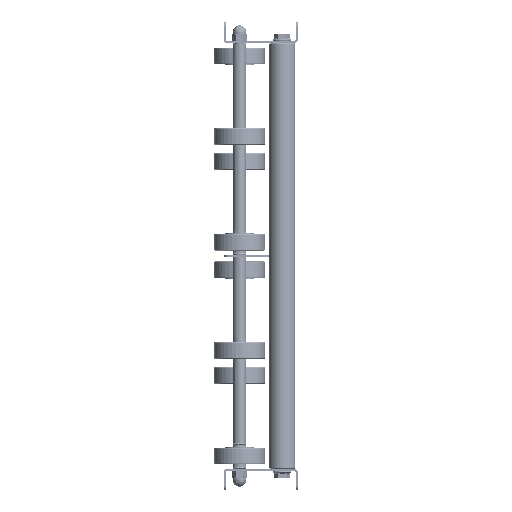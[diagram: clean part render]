
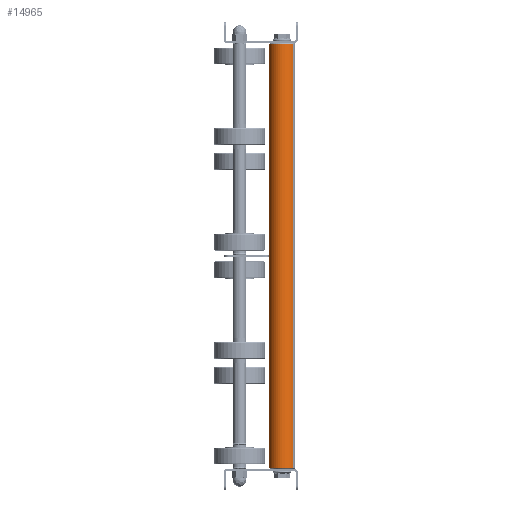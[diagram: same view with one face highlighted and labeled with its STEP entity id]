
A CAD part, left-side view. The second image highlights one B-rep face of the part: STEP entity #14965.
In plain terms, the highlighted cylindrical face has radius 12.5 mm (diameter 25 mm), a partial arc.
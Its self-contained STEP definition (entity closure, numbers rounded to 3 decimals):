
#57 = LINE ( 'NONE', #28217, #12329 ) ;
#420 = EDGE_LOOP ( 'NONE', ( #45645, #44999, #24599, #28262 ) ) ;
#501 = VECTOR ( 'NONE', #34873, 1000. ) ;
#1295 = DIRECTION ( 'NONE',  ( 0., 0., -1. ) ) ;
#2827 = DIRECTION ( 'NONE',  ( -1., 0., 0. ) ) ;
#4451 = CARTESIAN_POINT ( 'NONE',  ( 1., 0., 0. ) ) ;
#5232 = DIRECTION ( 'NONE',  ( 1., 0., 0. ) ) ;
#6481 = CARTESIAN_POINT ( 'NONE',  ( 1., 0., 12.5 ) ) ;
#6962 = CARTESIAN_POINT ( 'NONE',  ( 400., 0., 12.5 ) ) ;
#10758 = FACE_OUTER_BOUND ( 'NONE', #420, .T. ) ;
#11901 = DIRECTION ( 'NONE',  ( -1., 0., 0. ) ) ;
#12329 = VECTOR ( 'NONE', #15615, 1000. ) ;
#13990 = CIRCLE ( 'NONE', #50047, 12.5 ) ;
#14965 = ADVANCED_FACE ( 'NONE', ( #10758 ), #18452, .T. ) ;
#15307 = CIRCLE ( 'NONE', #42148, 12.5 ) ;
#15334 = VERTEX_POINT ( 'NONE', #18118 ) ;
#15615 = DIRECTION ( 'NONE',  ( -1., 0., 0. ) ) ;
#18118 = CARTESIAN_POINT ( 'NONE',  ( 399., 0., 12.5 ) ) ;
#18452 = CYLINDRICAL_SURFACE ( 'NONE', #30216, 12.5 ) ;
#18706 = CARTESIAN_POINT ( 'NONE',  ( 400., 0., 0. ) ) ;
#18875 = LINE ( 'NONE', #6962, #501 ) ;
#21895 = VERTEX_POINT ( 'NONE', #32116 ) ;
#22113 = EDGE_CURVE ( 'NONE', #23882, #40017, #13990, .T. ) ;
#23882 = VERTEX_POINT ( 'NONE', #6481 ) ;
#24599 = ORIENTED_EDGE ( 'NONE', *, *, #48582, .T. ) ;
#26430 = EDGE_CURVE ( 'NONE', #21895, #15334, #15307, .T. ) ;
#28217 = CARTESIAN_POINT ( 'NONE',  ( 400., 0., -12.5 ) ) ;
#28262 = ORIENTED_EDGE ( 'NONE', *, *, #22113, .T. ) ;
#29121 = EDGE_CURVE ( 'NONE', #21895, #40017, #57, .T. ) ;
#30216 = AXIS2_PLACEMENT_3D ( 'NONE', #18706, #2827, #45740 ) ;
#32046 = CARTESIAN_POINT ( 'NONE',  ( 1., 0., -12.5 ) ) ;
#32116 = CARTESIAN_POINT ( 'NONE',  ( 399., 0., -12.5 ) ) ;
#32947 = CARTESIAN_POINT ( 'NONE',  ( 399., 0., 0. ) ) ;
#34873 = DIRECTION ( 'NONE',  ( -1., 0., 0. ) ) ;
#40017 = VERTEX_POINT ( 'NONE', #32046 ) ;
#42148 = AXIS2_PLACEMENT_3D ( 'NONE', #32947, #11901, #48935 ) ;
#44999 = ORIENTED_EDGE ( 'NONE', *, *, #26430, .T. ) ;
#45645 = ORIENTED_EDGE ( 'NONE', *, *, #29121, .F. ) ;
#45740 = DIRECTION ( 'NONE',  ( 0., 0., 1. ) ) ;
#48582 = EDGE_CURVE ( 'NONE', #15334, #23882, #18875, .T. ) ;
#48935 = DIRECTION ( 'NONE',  ( 0., 0., -1. ) ) ;
#50047 = AXIS2_PLACEMENT_3D ( 'NONE', #4451, #5232, #1295 ) ;
